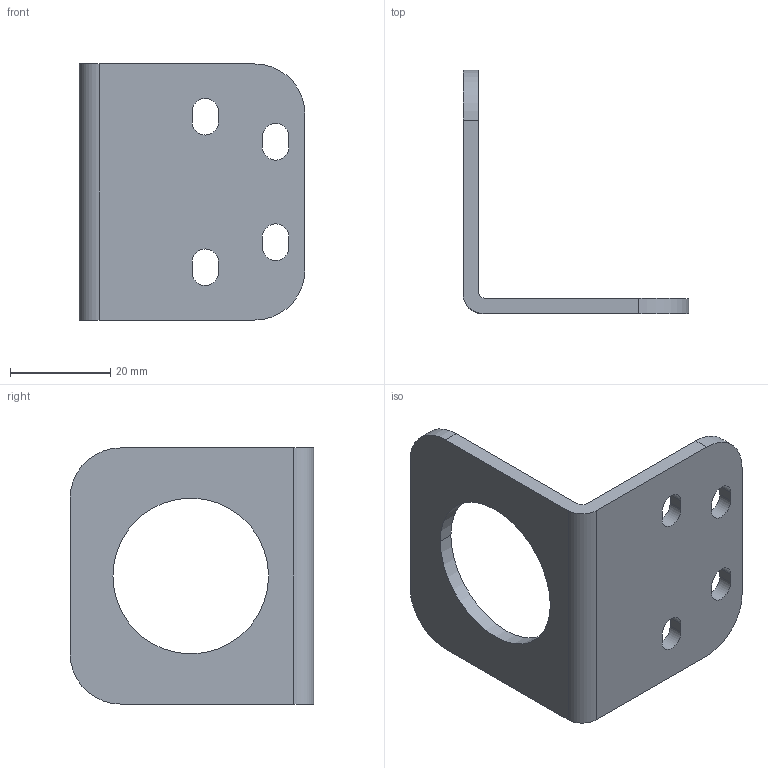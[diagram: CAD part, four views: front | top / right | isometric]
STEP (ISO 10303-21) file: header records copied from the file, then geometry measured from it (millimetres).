
FILE_DESCRIPTION((''),'2;1');
FILE_NAME('1042399_RHINO_BRCKT','2008-04-21T',('DBurns'),(''),'PRO/ENGINEER BY PARAMETRIC TECHNOLOGY CORPORATION, 2007390','PRO/ENGINEER BY PARAMETRIC TECHNOLOGY CORPORATION, 2007390','');
FILE_SCHEMA(('CONFIG_CONTROL_DESIGN'));
Length unit declared in the file: millimetre
Products named in the file (1): 1042399_RHINO_BRCKT
Bounding box: 45 x 48.5 x 51 mm (x, y, z)
Volume: 10782.2 mm3; surface area: 8499.7 mm2
Topology: 1 solids, 1 shells, 32 faces, 90 edges, 60 vertices
Faces by surface type: plane 16, cylinder 16
Entity records: 1104 total; most frequent: DIRECTION 186, CARTESIAN_POINT 182, ORIENTED_EDGE 180, EDGE_CURVE 90, AXIS2_PLACEMENT_3D 64, VERTEX_POINT 60, VECTOR 58, LINE 58
